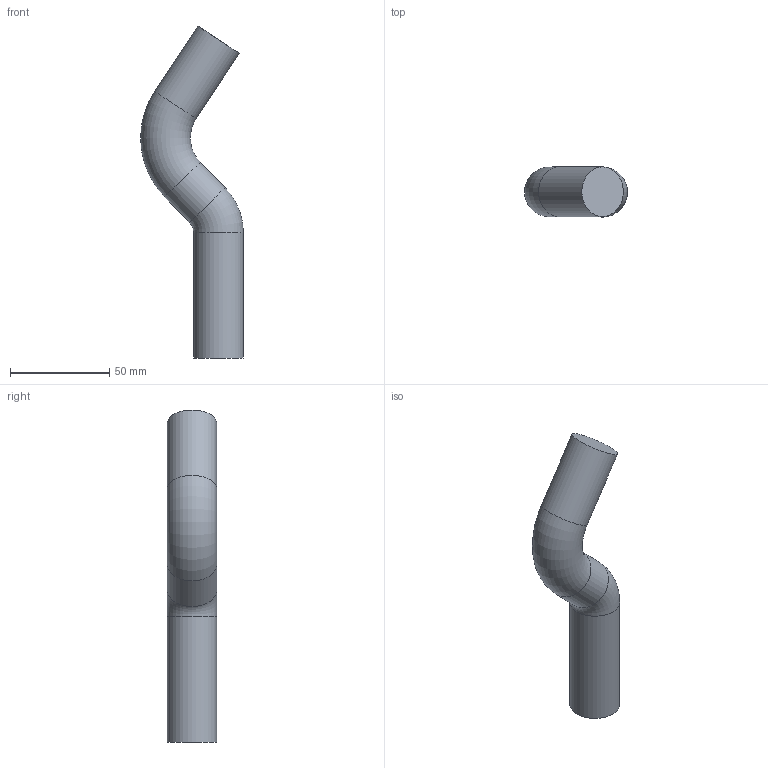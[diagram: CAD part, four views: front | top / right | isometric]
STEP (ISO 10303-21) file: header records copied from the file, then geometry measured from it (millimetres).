
FILE_DESCRIPTION( ( '' ), ' ' );
FILE_NAME( '5bf587f6e9f55215d71b0141.step', '2018-11-21T16:29:43', ( '' ), ( '' ), ' ', ' ', ' ' );
FILE_SCHEMA( ( 'AUTOMOTIVE_DESIGN { 1 0 10303 214 1 1 1 1 }' ) );
Length unit declared in the file: metre
Products named in the file (1): Part2
Bounding box: 51.67 x 25 x 166.89 mm (x, y, z)
Volume: 86535.7 mm3; surface area: 14827.5 mm2
Topology: 1 solids, 1 shells, 7 faces, 11 edges, 6 vertices
Faces by surface type: cylinder 3, plane 2, torus 2
Full cylindrical faces by diameter (mm): 25 x3
Entity records: 210 total; most frequent: DIRECTION 28, CARTESIAN_POINT 21, AXIS2_PLACEMENT_3D 14, FACE_OUTER_BOUND 12, EDGE_LOOP 12, ORIENTED_EDGE 12, STYLED_ITEM 7, PRESENTATION_STYLE_ASSIGNMENT 7
